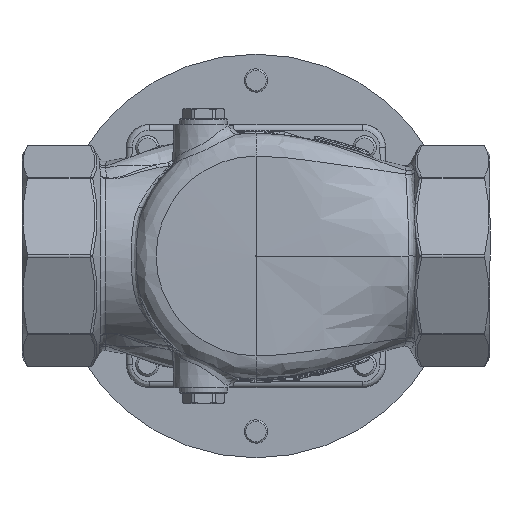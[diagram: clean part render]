
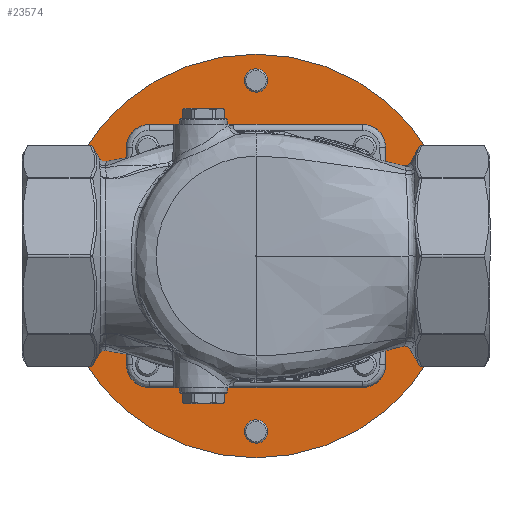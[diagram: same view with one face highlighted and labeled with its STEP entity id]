
A CAD part, front view. The second image highlights one B-rep face of the part: STEP entity #23574.
In plain terms, the highlighted planar face has unit normal (0, -1, 0).
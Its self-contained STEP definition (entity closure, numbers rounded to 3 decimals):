
#281=FACE_BOUND('',#5583,.T.);
#282=FACE_BOUND('',#5584,.T.);
#283=FACE_BOUND('',#5585,.T.);
#284=FACE_BOUND('',#5586,.T.);
#285=FACE_BOUND('',#5587,.T.);
#286=FACE_BOUND('',#5588,.T.);
#287=FACE_BOUND('',#5589,.T.);
#288=FACE_BOUND('',#5590,.T.);
#289=FACE_BOUND('',#5591,.T.);
#2779=PLANE('',#25277);
#4030=FACE_OUTER_BOUND('',#5582,.T.);
#5582=EDGE_LOOP('',(#19680));
#5583=EDGE_LOOP('',(#19681));
#5584=EDGE_LOOP('',(#19682));
#5585=EDGE_LOOP('',(#19683));
#5586=EDGE_LOOP('',(#19684));
#5587=EDGE_LOOP('',(#19685));
#5588=EDGE_LOOP('',(#19686));
#5589=EDGE_LOOP('',(#19687));
#5590=EDGE_LOOP('',(#19688));
#5591=EDGE_LOOP('',(#19689));
#6167=CIRCLE('',#24129,43.416);
#6821=CIRCLE('',#25278,69.);
#6822=CIRCLE('',#25279,4.);
#6823=CIRCLE('',#25280,4.);
#6824=CIRCLE('',#25281,4.);
#6825=CIRCLE('',#25282,4.);
#6826=CIRCLE('',#25283,4.5);
#6827=CIRCLE('',#25284,4.5);
#6828=CIRCLE('',#25285,4.5);
#6829=CIRCLE('',#25286,4.5);
#8793=VERTEX_POINT('',#33651);
#10239=VERTEX_POINT('',#71510);
#10240=VERTEX_POINT('',#71512);
#10241=VERTEX_POINT('',#71514);
#10242=VERTEX_POINT('',#71516);
#10243=VERTEX_POINT('',#71518);
#10244=VERTEX_POINT('',#71520);
#10245=VERTEX_POINT('',#71522);
#10246=VERTEX_POINT('',#71524);
#10247=VERTEX_POINT('',#71526);
#11032=EDGE_CURVE('',#8793,#8793,#6167,.T.);
#13497=EDGE_CURVE('',#10239,#10239,#6821,.T.);
#13498=EDGE_CURVE('',#10240,#10240,#6822,.T.);
#13499=EDGE_CURVE('',#10241,#10241,#6823,.T.);
#13500=EDGE_CURVE('',#10242,#10242,#6824,.T.);
#13501=EDGE_CURVE('',#10243,#10243,#6825,.T.);
#13502=EDGE_CURVE('',#10244,#10244,#6826,.T.);
#13503=EDGE_CURVE('',#10245,#10245,#6827,.T.);
#13504=EDGE_CURVE('',#10246,#10246,#6828,.T.);
#13505=EDGE_CURVE('',#10247,#10247,#6829,.T.);
#19680=ORIENTED_EDGE('',*,*,#13497,.T.);
#19681=ORIENTED_EDGE('',*,*,#11032,.T.);
#19682=ORIENTED_EDGE('',*,*,#13498,.T.);
#19683=ORIENTED_EDGE('',*,*,#13499,.T.);
#19684=ORIENTED_EDGE('',*,*,#13500,.T.);
#19685=ORIENTED_EDGE('',*,*,#13501,.T.);
#19686=ORIENTED_EDGE('',*,*,#13502,.T.);
#19687=ORIENTED_EDGE('',*,*,#13503,.T.);
#19688=ORIENTED_EDGE('',*,*,#13504,.T.);
#19689=ORIENTED_EDGE('',*,*,#13505,.T.);
#23574=ADVANCED_FACE('',(#4030,#281,#282,#283,#284,#285,#286,#287,#288,
#289),#2779,.T.);
#24129=AXIS2_PLACEMENT_3D('',#33652,#26356,#26357);
#25277=AXIS2_PLACEMENT_3D('',#71509,#29025,#29026);
#25278=AXIS2_PLACEMENT_3D('',#71511,#29027,#29028);
#25279=AXIS2_PLACEMENT_3D('',#71513,#29029,#29030);
#25280=AXIS2_PLACEMENT_3D('',#71515,#29031,#29032);
#25281=AXIS2_PLACEMENT_3D('',#71517,#29033,#29034);
#25282=AXIS2_PLACEMENT_3D('',#71519,#29035,#29036);
#25283=AXIS2_PLACEMENT_3D('',#71521,#29037,#29038);
#25284=AXIS2_PLACEMENT_3D('',#71523,#29039,#29040);
#25285=AXIS2_PLACEMENT_3D('',#71525,#29041,#29042);
#25286=AXIS2_PLACEMENT_3D('',#71527,#29043,#29044);
#26356=DIRECTION('center_axis',(0.,1.,0.));
#26357=DIRECTION('ref_axis',(-1.,0.,0.));
#29025=DIRECTION('center_axis',(0.,-1.,0.));
#29026=DIRECTION('ref_axis',(0.,0.,
-1.));
#29027=DIRECTION('center_axis',(0.,-1.,0.));
#29028=DIRECTION('ref_axis',(1.,0.,0.));
#29029=DIRECTION('center_axis',(0.,1.,0.));
#29030=DIRECTION('ref_axis',(-0.997,0.,0.082));
#29031=DIRECTION('center_axis',(0.,1.,0.));
#29032=DIRECTION('ref_axis',(-0.997,0.,0.082));
#29033=DIRECTION('center_axis',(0.,1.,0.));
#29034=DIRECTION('ref_axis',(-0.997,0.,0.082));
#29035=DIRECTION('center_axis',(0.,1.,0.));
#29036=DIRECTION('ref_axis',(-0.997,0.,0.082));
#29037=DIRECTION('center_axis',(0.,1.,0.));
#29038=DIRECTION('ref_axis',(1.,0.,0.));
#29039=DIRECTION('center_axis',(0.,1.,0.));
#29040=DIRECTION('ref_axis',(1.,0.,0.));
#29041=DIRECTION('center_axis',(0.,1.,0.));
#29042=DIRECTION('ref_axis',(1.,0.,0.));
#29043=DIRECTION('center_axis',(0.,1.,0.));
#29044=DIRECTION('ref_axis',(1.,0.,0.));
#33651=CARTESIAN_POINT('',(43.416,43.563,0.));
#33652=CARTESIAN_POINT('Origin',(0.,43.563,
0.));
#71509=CARTESIAN_POINT('Origin',(41.7,43.563,0.));
#71510=CARTESIAN_POINT('',(-69.,43.563,0.));
#71511=CARTESIAN_POINT('Origin',(0.,43.563,
0.));
#71512=CARTESIAN_POINT('',(3.987,43.563,59.673));
#71513=CARTESIAN_POINT('Origin',(0.,43.563,
60.));
#71514=CARTESIAN_POINT('',(3.987,43.563,-60.327));
#71515=CARTESIAN_POINT('Origin',(0.,43.563,
-60.));
#71516=CARTESIAN_POINT('',(63.987,43.563,-0.327));
#71517=CARTESIAN_POINT('Origin',(60.,43.563,0.));
#71518=CARTESIAN_POINT('',(-56.013,43.563,-0.327));
#71519=CARTESIAN_POINT('Origin',(-60.,43.563,0.));
#71520=CARTESIAN_POINT('',(32.623,43.563,37.123));
#71521=CARTESIAN_POINT('Origin',(37.123,43.563,37.123));
#71522=CARTESIAN_POINT('',(-41.623,43.563,-37.123));
#71523=CARTESIAN_POINT('Origin',(-37.123,43.563,-37.123));
#71524=CARTESIAN_POINT('',(32.623,43.563,-37.123));
#71525=CARTESIAN_POINT('Origin',(37.123,43.563,-37.123));
#71526=CARTESIAN_POINT('',(-41.623,43.563,37.123));
#71527=CARTESIAN_POINT('Origin',(-37.123,43.563,37.123));
